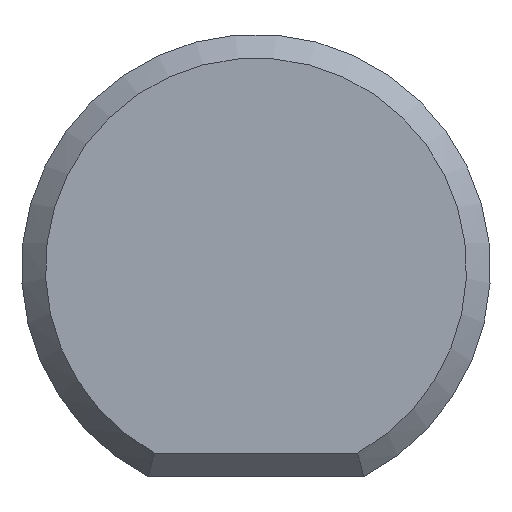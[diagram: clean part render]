
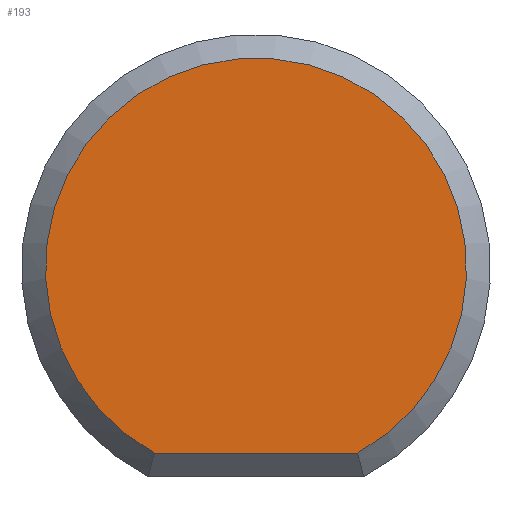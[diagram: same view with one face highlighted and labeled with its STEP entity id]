
A CAD part, front view. The second image highlights one B-rep face of the part: STEP entity #193.
In plain terms, the highlighted planar face has unit normal (0, -1, 0).
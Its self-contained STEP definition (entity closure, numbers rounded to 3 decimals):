
#120 = VERTEX_POINT('',#121);
#121 = CARTESIAN_POINT('',(4.25,-140.,1.));
#130 = VERTEX_POINT('',#131);
#131 = CARTESIAN_POINT('',(-4.25,-140.,1.));
#138 = EDGE_CURVE('',#120,#130,#139,.T.);
#139 = CIRCLE('',#140,8.8);
#140 = AXIS2_PLACEMENT_3D('',#141,#142,#143);
#141 = CARTESIAN_POINT('',(0.,-140.,8.706));
#142 = DIRECTION('',(0.,-1.,0.));
#143 = DIRECTION('',(0.459,0.,-0.888));
#173 = EDGE_CURVE('',#130,#120,#174,.T.);
#174 = LINE('',#175,#176);
#175 = CARTESIAN_POINT('',(-4.5,-140.,1.));
#176 = VECTOR('',#177,1.);
#177 = DIRECTION('',(1.,0.,0.));
#193 = ADVANCED_FACE('',(#194),#198,.F.);
#194 = FACE_BOUND('',#195,.F.);
#195 = EDGE_LOOP('',(#196,#197));
#196 = ORIENTED_EDGE('',*,*,#138,.F.);
#197 = ORIENTED_EDGE('',*,*,#173,.F.);
#198 = PLANE('',#199);
#199 = AXIS2_PLACEMENT_3D('',#200,#201,#202);
#200 = CARTESIAN_POINT('',(0.,-140.,8.29));
#201 = DIRECTION('',(0.,1.,0.));
#202 = DIRECTION('',(0.,0.,1.));
